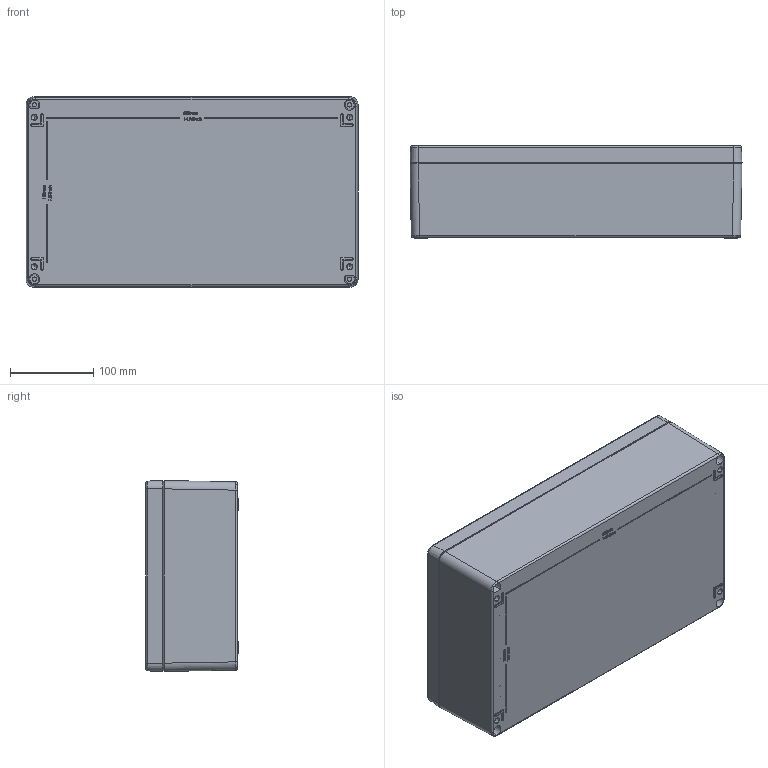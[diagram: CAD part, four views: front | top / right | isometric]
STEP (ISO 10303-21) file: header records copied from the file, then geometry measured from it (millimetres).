
FILE_DESCRIPTION (( 'STEP AP214' ), '1' );
FILE_NAME ('01234011.STEP', '2009-03-05T13:27:44', ( ' ' ), ( '' ), 'SwSTEP 2.0', 'SolidWorks 2008', '' );
FILE_SCHEMA (( 'AUTOMOTIVE_DESIGN' ));
Length unit declared in the file: millimetre
Products named in the file (5): 01063_Standard; 93134_Standard; 02063_Standard; 82005_Standard; 01234011
Assembly tree (7 placements, depth 2):
  01234011
    93134_Standard  x4
    01063_Standard
    02063_Standard
    82005_Standard
Bounding box: 400 x 111 x 230 mm (x, y, z)
Volume: 1532764.7 mm3; surface area: 658574.1 mm2
Topology: 7 solids, 7 shells, 1323 faces, 3239 edges, 1997 vertices
Faces by surface type: plane 410, cone 283, bspline 275, torus 186, cylinder 169
Entity records: 59039 total; most frequent: CARTESIAN_POINT 32018, ORIENTED_EDGE 5960, DIRECTION 4983, EDGE_CURVE 2980, AXIS2_PLACEMENT_3D 1911, VERTEX_POINT 1847, EDGE_LOOP 1343, FACE_OUTER_BOUND 1230
